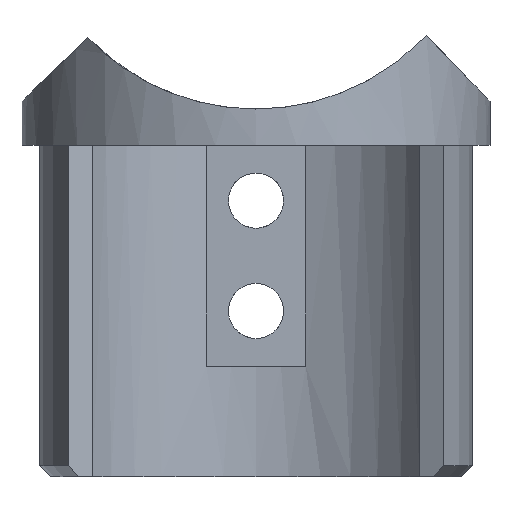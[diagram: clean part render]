
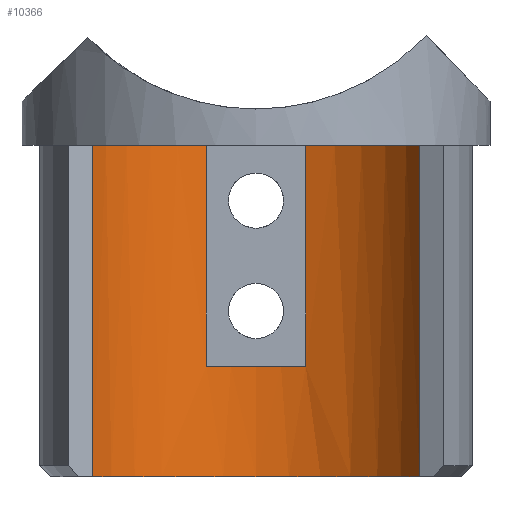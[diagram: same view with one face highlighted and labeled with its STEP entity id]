
A CAD part, front view. The second image highlights one B-rep face of the part: STEP entity #10366.
In plain terms, the highlighted cylindrical face has radius 17.1 mm (diameter 34.2 mm), a partial arc.
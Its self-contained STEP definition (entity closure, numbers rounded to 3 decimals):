
#51 = CIRCLE ( 'NONE', #5352, 17.1 ) ;
#132 = VERTEX_POINT ( 'NONE', #5487 ) ;
#182 = LINE ( 'NONE', #8561, #2824 ) ;
#190 = ORIENTED_EDGE ( 'NONE', *, *, #6059, .F. ) ;
#313 = CARTESIAN_POINT ( 'NONE',  ( 0., 0., -20. ) ) ;
#425 = CARTESIAN_POINT ( 'NONE',  ( 4.5, 16.497, 0. ) ) ;
#470 = DIRECTION ( 'NONE',  ( 0., 0., -1. ) ) ;
#638 = DIRECTION ( 'NONE',  ( -1., 0., 0. ) ) ;
#1106 = VECTOR ( 'NONE', #3632, 1000. ) ;
#1490 = CIRCLE ( 'NONE', #15260, 17.1 ) ;
#1687 = VECTOR ( 'NONE', #6811, 1000. ) ;
#2190 = VERTEX_POINT ( 'NONE', #9112 ) ;
#2824 = VECTOR ( 'NONE', #3593, 1000. ) ;
#3005 = CARTESIAN_POINT ( 'NONE',  ( -17.1, 0., -30. ) ) ;
#3012 = AXIS2_PLACEMENT_3D ( 'NONE', #8416, #4789, #14491 ) ;
#3593 = DIRECTION ( 'NONE',  ( 0., 0., 1. ) ) ;
#3632 = DIRECTION ( 'NONE',  ( 0., 0., -1. ) ) ;
#3682 = CARTESIAN_POINT ( 'NONE',  ( 17.1, 0., -30. ) ) ;
#3766 = CARTESIAN_POINT ( 'NONE',  ( 17.1, 0., 0. ) ) ;
#3805 = LINE ( 'NONE', #3975, #10976 ) ;
#3971 = DIRECTION ( 'NONE',  ( 1., 0., 0. ) ) ;
#3975 = CARTESIAN_POINT ( 'NONE',  ( 4.5, 16.497, -30. ) ) ;
#4149 = DIRECTION ( 'NONE',  ( 0., 0., 1. ) ) ;
#4267 = EDGE_CURVE ( 'NONE', #6814, #9239, #3805, .T. ) ;
#4490 = DIRECTION ( 'NONE',  ( -1., 0., 0. ) ) ;
#4789 = DIRECTION ( 'NONE',  ( 0., 0., 1. ) ) ;
#5311 = EDGE_CURVE ( 'NONE', #6021, #8647, #1490, .T. ) ;
#5352 = AXIS2_PLACEMENT_3D ( 'NONE', #14687, #6126, #8509 ) ;
#5487 = CARTESIAN_POINT ( 'NONE',  ( -4.5, 16.497, 0. ) ) ;
#5763 = EDGE_CURVE ( 'NONE', #2190, #6814, #15698, .T. ) ;
#6021 = VERTEX_POINT ( 'NONE', #3682 ) ;
#6059 = EDGE_CURVE ( 'NONE', #132, #2190, #8693, .T. ) ;
#6125 = CARTESIAN_POINT ( 'NONE',  ( 4.5, 16.497, -20. ) ) ;
#6126 = DIRECTION ( 'NONE',  ( 0., 0., 1. ) ) ;
#6135 = CIRCLE ( 'NONE', #13848, 17.1 ) ;
#6588 = EDGE_CURVE ( 'NONE', #132, #12888, #6135, .T. ) ;
#6811 = DIRECTION ( 'NONE',  ( 0., 0., 1. ) ) ;
#6814 = VERTEX_POINT ( 'NONE', #6125 ) ;
#7783 = FACE_OUTER_BOUND ( 'NONE', #13171, .T. ) ;
#8336 = CARTESIAN_POINT ( 'NONE',  ( -4.5, 16.497, -30. ) ) ;
#8416 = CARTESIAN_POINT ( 'NONE',  ( 0., 0., -30. ) ) ;
#8509 = DIRECTION ( 'NONE',  ( -1., 0., 0. ) ) ;
#8561 = CARTESIAN_POINT ( 'NONE',  ( 17.1, 0., -30. ) ) ;
#8647 = VERTEX_POINT ( 'NONE', #14497 ) ;
#8693 = LINE ( 'NONE', #8336, #1106 ) ;
#8853 = ORIENTED_EDGE ( 'NONE', *, *, #6588, .T. ) ;
#9091 = LINE ( 'NONE', #3005, #1687 ) ;
#9112 = CARTESIAN_POINT ( 'NONE',  ( -4.5, 16.497, -20. ) ) ;
#9115 = CARTESIAN_POINT ( 'NONE',  ( 0., 0., 0. ) ) ;
#9131 = CARTESIAN_POINT ( 'NONE',  ( -17.1, 0., 0. ) ) ;
#9239 = VERTEX_POINT ( 'NONE', #425 ) ;
#9298 = ORIENTED_EDGE ( 'NONE', *, *, #4267, .F. ) ;
#9559 = ORIENTED_EDGE ( 'NONE', *, *, #5763, .F. ) ;
#9722 = EDGE_CURVE ( 'NONE', #10630, #9239, #51, .T. ) ;
#9788 = ORIENTED_EDGE ( 'NONE', *, *, #12267, .F. ) ;
#10366 = ADVANCED_FACE ( 'NONE', ( #7783 ), #13107, .F. ) ;
#10630 = VERTEX_POINT ( 'NONE', #3766 ) ;
#10901 = ORIENTED_EDGE ( 'NONE', *, *, #12394, .T. ) ;
#10976 = VECTOR ( 'NONE', #11304, 1000. ) ;
#11304 = DIRECTION ( 'NONE',  ( 0., 0., 1. ) ) ;
#11409 = ORIENTED_EDGE ( 'NONE', *, *, #9722, .T. ) ;
#12267 = EDGE_CURVE ( 'NONE', #8647, #12888, #9091, .T. ) ;
#12394 = EDGE_CURVE ( 'NONE', #6021, #10630, #182, .T. ) ;
#12888 = VERTEX_POINT ( 'NONE', #9131 ) ;
#13107 = CYLINDRICAL_SURFACE ( 'NONE', #3012, 17.1 ) ;
#13171 = EDGE_LOOP ( 'NONE', ( #9788, #14048, #10901, #11409, #9298, #9559, #190, #8853 ) ) ;
#13848 = AXIS2_PLACEMENT_3D ( 'NONE', #9115, #4149, #638 ) ;
#14048 = ORIENTED_EDGE ( 'NONE', *, *, #5311, .F. ) ;
#14157 = CARTESIAN_POINT ( 'NONE',  ( 0., 0., -30. ) ) ;
#14491 = DIRECTION ( 'NONE',  ( 1., 0., 0. ) ) ;
#14497 = CARTESIAN_POINT ( 'NONE',  ( -17.1, 0., -30. ) ) ;
#14687 = CARTESIAN_POINT ( 'NONE',  ( 0., 0., 0. ) ) ;
#14742 = AXIS2_PLACEMENT_3D ( 'NONE', #313, #470, #3971 ) ;
#15260 = AXIS2_PLACEMENT_3D ( 'NONE', #14157, #15371, #4490 ) ;
#15371 = DIRECTION ( 'NONE',  ( 0., 0., 1. ) ) ;
#15698 = CIRCLE ( 'NONE', #14742, 17.1 ) ;
